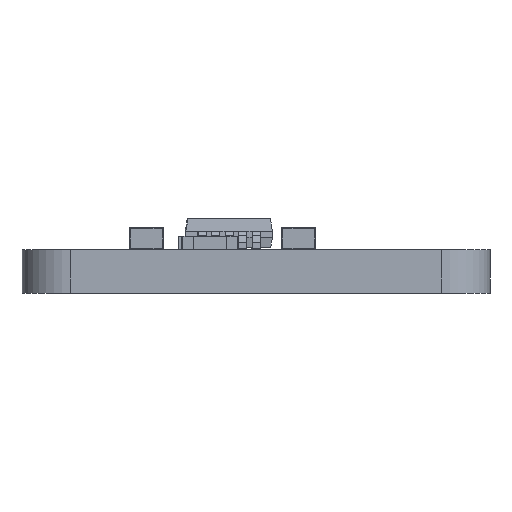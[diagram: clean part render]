
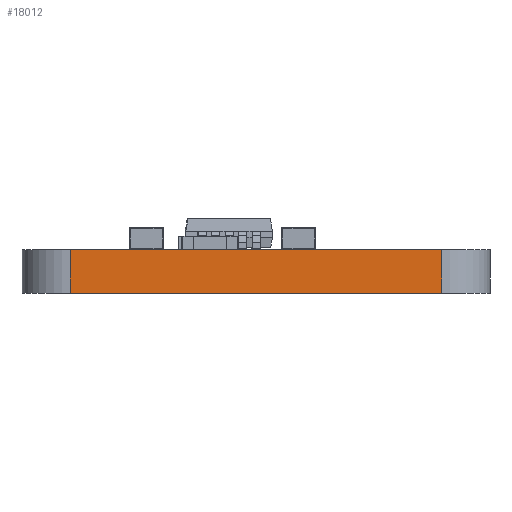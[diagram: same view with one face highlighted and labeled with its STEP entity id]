
A CAD part, left-side view. The second image highlights one B-rep face of the part: STEP entity #18012.
In plain terms, the highlighted planar face has unit normal (-1, 0, 0).
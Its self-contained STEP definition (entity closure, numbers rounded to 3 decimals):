
#1936=FACE_OUTER_BOUND('',#3036,.T.);
#3036=EDGE_LOOP('',(#13236,#13237,#13238,#13239));
#4289=LINE('',#26275,#6313);
#4560=LINE('',#27502,#6584);
#4561=LINE('',#27503,#6585);
#4562=LINE('',#27504,#6586);
#6313=VECTOR('',#20687,1000.);
#6584=VECTOR('',#20992,1000.);
#6585=VECTOR('',#20993,1000.);
#6586=VECTOR('',#20994,1000.);
#8283=VERTEX_POINT('',#26273);
#8284=VERTEX_POINT('',#26274);
#8628=VERTEX_POINT('',#27500);
#8629=VERTEX_POINT('',#27501);
#10040=EDGE_CURVE('',#8283,#8284,#4289,.T.);
#10385=EDGE_CURVE('',#8628,#8629,#4560,.T.);
#10386=EDGE_CURVE('',#8628,#8283,#4561,.F.);
#10387=EDGE_CURVE('',#8284,#8629,#4562,.T.);
#13236=ORIENTED_EDGE('',*,*,#10385,.F.);
#13237=ORIENTED_EDGE('',*,*,#10386,.T.);
#13238=ORIENTED_EDGE('',*,*,#10040,.T.);
#13239=ORIENTED_EDGE('',*,*,#10387,.T.);
#17175=PLANE('',#19278);
#18012=ADVANCED_FACE('',(#1936),#17175,.T.);
#19278=AXIS2_PLACEMENT_3D('',#27499,#20990,#20991);
#20687=DIRECTION('',(0.,1.,0.));
#20990=DIRECTION('center_axis',(-1.,0.,0.));
#20991=DIRECTION('ref_axis',(0.,0.,1.));
#20992=DIRECTION('',(0.,1.,0.));
#20993=DIRECTION('',(0.,0.,-1.));
#20994=DIRECTION('',(0.,0.,-1.));
#26273=CARTESIAN_POINT('',(-13.97,-6.858,1.6));
#26274=CARTESIAN_POINT('',(-13.97,6.858,1.6));
#26275=CARTESIAN_POINT('',(-13.97,-8.636,1.6));
#27499=CARTESIAN_POINT('Origin',(-13.97,-8.636,1.6));
#27500=CARTESIAN_POINT('',(-13.97,-6.858,0.));
#27501=CARTESIAN_POINT('',(-13.97,6.858,0.));
#27502=CARTESIAN_POINT('',(-13.97,-8.636,0.));
#27503=CARTESIAN_POINT('',(-13.97,-6.858,1.6));
#27504=CARTESIAN_POINT('',(-13.97,6.858,1.6));
